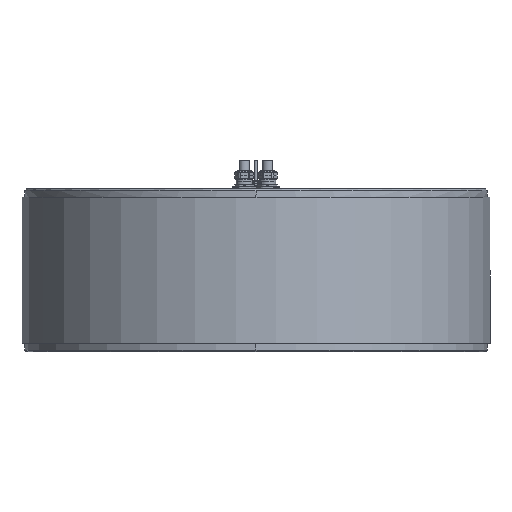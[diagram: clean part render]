
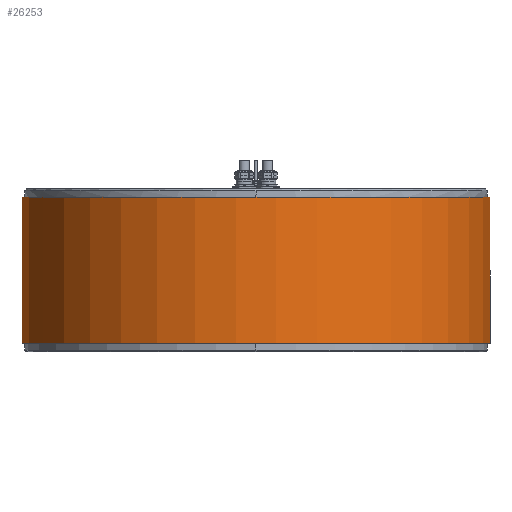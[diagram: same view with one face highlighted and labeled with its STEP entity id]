
A CAD part, front view. The second image highlights one B-rep face of the part: STEP entity #26253.
In plain terms, the highlighted cylindrical face has radius 403.5 mm (diameter 807 mm), a partial arc.
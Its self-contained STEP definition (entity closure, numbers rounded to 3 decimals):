
#7337=CARTESIAN_POINT('',(0.,0.,-14.6));
#7338=DIRECTION('',(0.,0.,1.));
#7339=DIRECTION('',(-0.086,0.996,0.));
#7340=AXIS2_PLACEMENT_3D('',#7337,#7338,#7339);
#7342=DIRECTION('',(0.,0.,1.));
#7343=VECTOR('',#7342,250.8);
#7344=CARTESIAN_POINT('',(34.5,402.022,-265.4));
#7345=LINE('',#7344,#7343);
#7346=CARTESIAN_POINT('',(0.,0.,-265.4));
#7347=DIRECTION('',(0.,0.,-1.));
#7348=DIRECTION('',(0.086,0.996,0.));
#7349=AXIS2_PLACEMENT_3D('',#7346,#7347,#7348);
#7351=DIRECTION('',(0.,0.,1.));
#7352=VECTOR('',#7351,250.8);
#7353=CARTESIAN_POINT('',(-34.5,402.022,-265.4));
#7354=LINE('',#7353,#7352);
#12022=CARTESIAN_POINT('',(-34.5,402.022,-265.4));
#12023=CARTESIAN_POINT('',(34.5,402.022,-265.4));
#12024=VERTEX_POINT('',#12022);
#12025=VERTEX_POINT('',#12023);
#12026=CARTESIAN_POINT('',(-34.5,402.022,-14.6));
#12027=CARTESIAN_POINT('',(34.5,402.022,-14.6));
#12028=VERTEX_POINT('',#12026);
#12029=VERTEX_POINT('',#12027);
#26242=CARTESIAN_POINT('',(0.,0.,-2.06));
#26243=DIRECTION('',(0.,0.,-1.));
#26244=DIRECTION('',(1.,0.,0.));
#26245=AXIS2_PLACEMENT_3D('',#26242,#26243,#26244);
#26246=CYLINDRICAL_SURFACE('',#26245,403.5);
#26247=ORIENTED_EDGE('',*,*,#26191,.T.);
#26248=ORIENTED_EDGE('',*,*,#26207,.F.);
#26249=ORIENTED_EDGE('',*,*,#26231,.T.);
#26250=ORIENTED_EDGE('',*,*,#26210,.T.);
#26251=EDGE_LOOP('',(#26247,#26248,#26249,#26250));
#26252=FACE_OUTER_BOUND('',#26251,.F.);
#26253=ADVANCED_FACE('',(#26252),#26246,.T.);
#7341=CIRCLE('',#7340,403.5);
#7350=CIRCLE('',#7349,403.5);
#26191=EDGE_CURVE('',#12028,#12029,#7341,.T.);
#26207=EDGE_CURVE('',#12025,#12029,#7345,.T.);
#26210=EDGE_CURVE('',#12024,#12028,#7354,.T.);
#26231=EDGE_CURVE('',#12025,#12024,#7350,.T.);
